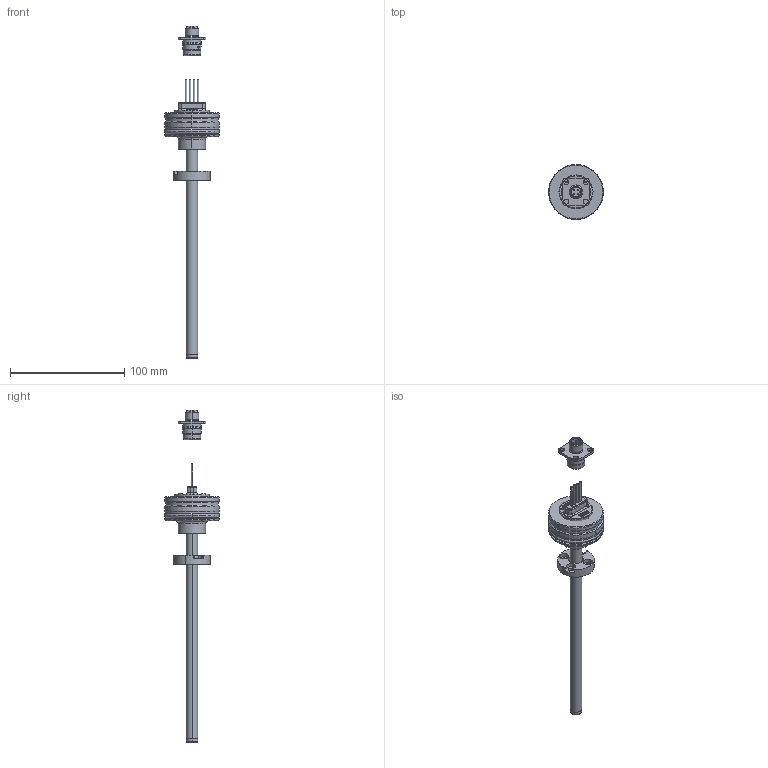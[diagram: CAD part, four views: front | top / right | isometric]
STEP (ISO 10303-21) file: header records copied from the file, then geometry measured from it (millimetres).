
FILE_DESCRIPTION (( 'STEP AP214' ), '1' );
FILE_NAME ('TIM_Steckflansch_IP69K.STEP', '2014-04-03T06:27:55', ( 'dummy' ), ( 'Microsoft' ), 'SwSTEP 2.0', 'SolidWorks 2013', '' );
FILE_SCHEMA (( 'AUTOMOTIVE_DESIGN' ));
Length unit declared in the file: millimetre
Products named in the file (1): TIM_Steckflansch_IP69K
Bounding box: 48 x 48 x 290.65 mm (x, y, z)
Surface area: 24544.4 mm2 (no closed solid volume)
Topology: 0 solids, 52 shells, 348 faces, 1956 edges, 1647 vertices
Faces by surface type: plane 164, cylinder 111, torus 28, bspline 27, cone 18
Entity records: 28534 total; most frequent: CARTESIAN_POINT 10825, ORIENTED_EDGE 2569, DIRECTION 2386, EDGE_CURVE 1956, VERTEX_POINT 1647, VECTOR 1028, LINE 1028, AXIS2_PLACEMENT_3D 679
